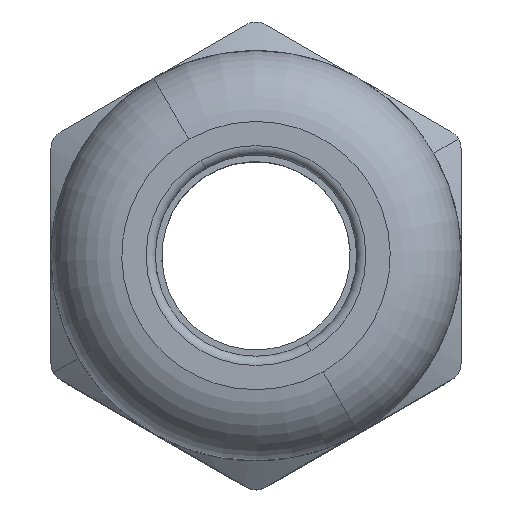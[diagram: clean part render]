
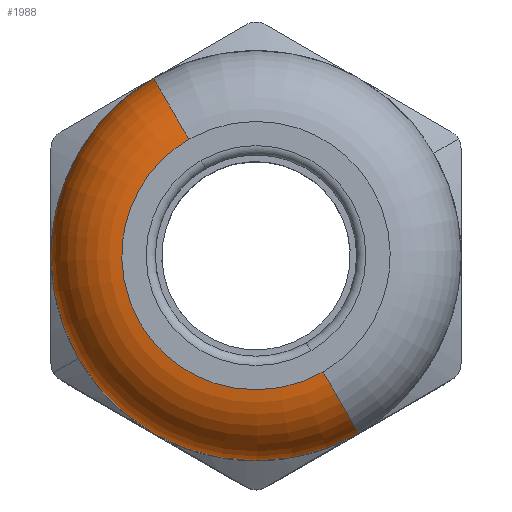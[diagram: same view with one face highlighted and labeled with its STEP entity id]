
A CAD part, top view. The second image highlights one B-rep face of the part: STEP entity #1988.
In plain terms, the highlighted toroidal (fillet/blend) face has major radius 6.734 mm and minor radius 4.266 mm.
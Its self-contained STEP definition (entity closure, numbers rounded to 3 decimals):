
#1930=AXIS2_PLACEMENT_3D('Circle Axis2P3D',#1928,#1929,$) ;
#1937=AXIS2_PLACEMENT_3D('Circle Axis2P3D',#1935,#1936,$) ;
#1966=AXIS2_PLACEMENT_3D('Torus Axis2P3D',#1963,#1964,#1965) ;
#1970=AXIS2_PLACEMENT_3D('Circle Axis2P3D',#1968,#1969,$) ;
#1977=AXIS2_PLACEMENT_3D('Circle Axis2P3D',#1975,#1976,$) ;
#1788=CARTESIAN_POINT('Vertex',(7.4,18.782,40.)) ;
#1794=CARTESIAN_POINT('Control Point',(4.765,8.947,40.)) ;
#1795=CARTESIAN_POINT('Control Point',(4.436,9.516,40.)) ;
#1796=CARTESIAN_POINT('Control Point',(4.172,10.123,40.)) ;
#1797=CARTESIAN_POINT('Control Point',(3.979,10.757,40.)) ;
#1798=CARTESIAN_POINT('Control Point',(3.741,12.059,40.)) ;
#1799=CARTESIAN_POINT('Control Point',(3.803,13.38,40.)) ;
#1800=CARTESIAN_POINT('Control Point',(3.909,14.035,40.)) ;
#1801=CARTESIAN_POINT('Control Point',(4.269,15.308,40.)) ;
#1802=CARTESIAN_POINT('Control Point',(4.907,16.467,40.)) ;
#1803=CARTESIAN_POINT('Control Point',(5.291,17.008,40.)) ;
#1804=CARTESIAN_POINT('Control Point',(5.928,17.717,40.)) ;
#1805=CARTESIAN_POINT('Control Point',(6.669,18.31,40.)) ;
#1806=CARTESIAN_POINT('Control Point',(6.905,18.48,40.)) ;
#1807=CARTESIAN_POINT('Control Point',(7.149,18.637,40.)) ;
#1808=CARTESIAN_POINT('Control Point',(7.4,18.782,40.)) ;
#1809=CARTESIAN_POINT('Vertex',(4.765,8.947,40.)) ;
#1813=CARTESIAN_POINT('Control Point',(14.6,6.312,40.)) ;
#1814=CARTESIAN_POINT('Control Point',(14.282,6.128,40.)) ;
#1815=CARTESIAN_POINT('Control Point',(13.952,5.965,40.)) ;
#1816=CARTESIAN_POINT('Control Point',(13.613,5.823,40.)) ;
#1817=CARTESIAN_POINT('Control Point',(12.643,5.488,40.)) ;
#1818=CARTESIAN_POINT('Control Point',(11.624,5.329,40.)) ;
#1819=CARTESIAN_POINT('Control Point',(10.961,5.302,40.)) ;
#1820=CARTESIAN_POINT('Control Point',(9.642,5.4,40.)) ;
#1821=CARTESIAN_POINT('Control Point',(8.378,5.793,40.)) ;
#1822=CARTESIAN_POINT('Control Point',(7.772,6.061,40.)) ;
#1823=CARTESIAN_POINT('Control Point',(6.698,6.691,40.)) ;
#1824=CARTESIAN_POINT('Control Point',(5.783,7.534,40.)) ;
#1825=CARTESIAN_POINT('Control Point',(5.396,7.971,40.)) ;
#1826=CARTESIAN_POINT('Control Point',(5.055,8.444,40.)) ;
#1827=CARTESIAN_POINT('Control Point',(4.765,8.947,40.)) ;
#1828=CARTESIAN_POINT('Vertex',(14.6,6.312,40.)) ;
#1928=CARTESIAN_POINT('Axis2P3D Location',(7.633,18.379,35.76)) ;
#1932=CARTESIAN_POINT('Vertex',(5.5,22.073,35.76)) ;
#1935=CARTESIAN_POINT('Axis2P3D Location',(14.367,6.715,35.76)) ;
#1939=CARTESIAN_POINT('Vertex',(16.5,3.021,35.76)) ;
#1963=CARTESIAN_POINT('Axis2P3D Location',(11.,12.547,35.76)) ;
#1968=CARTESIAN_POINT('Axis2P3D Location',(11.,12.547,35.76)) ;
#1972=CARTESIAN_POINT('Vertex',(1.474,7.047,35.76)) ;
#1975=CARTESIAN_POINT('Axis2P3D Location',(11.,12.547,35.76)) ;
#1929=DIRECTION('Axis2P3D Direction',(-0.866,-0.5,0.)) ;
#1936=DIRECTION('Axis2P3D Direction',(0.866,0.5,0.)) ;
#1964=DIRECTION('Axis2P3D Direction',(0.,0.,-1.)) ;
#1965=DIRECTION('Axis2P3D XDirection',(0.5,-0.866,0.)) ;
#1969=DIRECTION('Axis2P3D Direction',(0.,0.,-1.)) ;
#1976=DIRECTION('Axis2P3D Direction',(0.,0.,-1.)) ;
#1981=ORIENTED_EDGE('',*,*,#1941,.F.) ;
#1982=ORIENTED_EDGE('',*,*,#1830,.T.) ;
#1983=ORIENTED_EDGE('',*,*,#1811,.T.) ;
#1984=ORIENTED_EDGE('',*,*,#1934,.F.) ;
#1985=ORIENTED_EDGE('',*,*,#1974,.F.) ;
#1986=ORIENTED_EDGE('',*,*,#1979,.F.) ;
#1988=ADVANCED_FACE('VG_M16_OT\\Volumenk\X2\00F6\X0\rper1',(#1987),#1967,.T.) ;
#1793=B_SPLINE_CURVE_WITH_KNOTS('',5,(#1794,#1795,#1796,#1797,#1798,#1799,#1800,#1801,#1802,#1803,#1804,#1805,#1806,#1807,#1808),.UNSPECIFIED.,.F.,.U.,(6,3,3,3,6),(0.,4.648,9.295,13.943,15.994),.UNSPECIFIED.) ;
#1812=B_SPLINE_CURVE_WITH_KNOTS('',5,(#1813,#1814,#1815,#1816,#1817,#1818,#1819,#1820,#1821,#1822,#1823,#1824,#1825,#1826,#1827),.UNSPECIFIED.,.F.,.U.,(6,3,3,3,6),(15.994,18.59,23.238,27.885,31.989),.UNSPECIFIED.) ;
#1931=CIRCLE('generated circle',#1930,4.265) ;
#1938=CIRCLE('generated circle',#1937,4.265) ;
#1971=CIRCLE('generated circle',#1970,11.) ;
#1978=CIRCLE('generated circle',#1977,11.) ;
#1967=TOROIDAL_SURFACE('homeo Torus',#1966,6.735,4.265) ;
#1811=EDGE_CURVE('',#1810,#1789,#1793,.T.) ;
#1830=EDGE_CURVE('',#1829,#1810,#1812,.T.) ;
#1934=EDGE_CURVE('',#1933,#1789,#1931,.F.) ;
#1941=EDGE_CURVE('',#1829,#1940,#1938,.T.) ;
#1974=EDGE_CURVE('',#1973,#1933,#1971,.T.) ;
#1979=EDGE_CURVE('',#1940,#1973,#1978,.T.) ;
#1980=EDGE_LOOP('',(#1981,#1982,#1983,#1984,#1985,#1986)) ;
#1987=FACE_OUTER_BOUND('',#1980,.T.) ;
#1789=VERTEX_POINT('',#1788) ;
#1810=VERTEX_POINT('',#1809) ;
#1829=VERTEX_POINT('',#1828) ;
#1933=VERTEX_POINT('',#1932) ;
#1940=VERTEX_POINT('',#1939) ;
#1973=VERTEX_POINT('',#1972) ;
